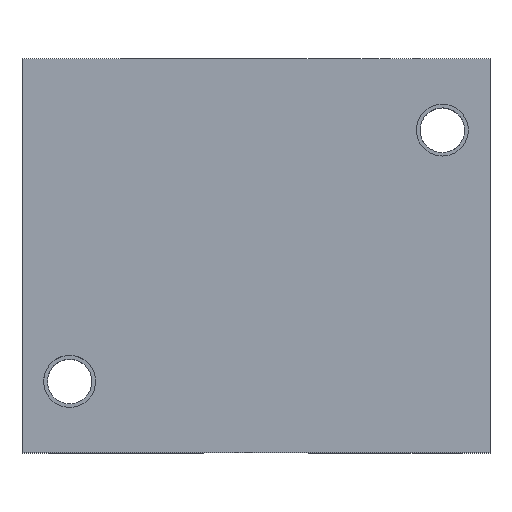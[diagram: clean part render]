
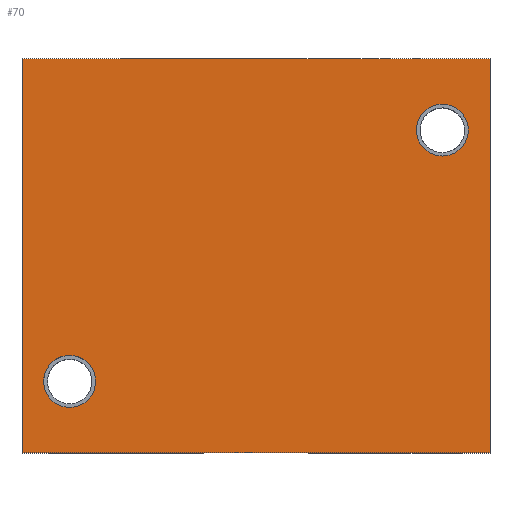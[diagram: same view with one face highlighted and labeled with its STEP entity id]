
A CAD part, top view. The second image highlights one B-rep face of the part: STEP entity #70.
In plain terms, the highlighted planar face has unit normal (0, 0, 1).
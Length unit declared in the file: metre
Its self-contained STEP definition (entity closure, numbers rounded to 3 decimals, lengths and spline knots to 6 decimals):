
#70 = ADVANCED_FACE( '', ( #176, #177, #178 ), #179, .F. );
#176 = FACE_BOUND( '', #337, .T. );
#177 = FACE_OUTER_BOUND( '', #338, .T. );
#178 = FACE_BOUND( '', #339, .T. );
#179 = PLANE( '', #340 );
#337 = EDGE_LOOP( '', ( #498 ) );
#338 = EDGE_LOOP( '', ( #499, #500, #501, #502 ) );
#339 = EDGE_LOOP( '', ( #503 ) );
#340 = AXIS2_PLACEMENT_3D( '', #504, #505, #506 );
#498 = ORIENTED_EDGE( '', *, *, #885, .T. );
#499 = ORIENTED_EDGE( '', *, *, #886, .T. );
#500 = ORIENTED_EDGE( '', *, *, #887, .F. );
#501 = ORIENTED_EDGE( '', *, *, #888, .F. );
#502 = ORIENTED_EDGE( '', *, *, #889, .T. );
#503 = ORIENTED_EDGE( '', *, *, #890, .T. );
#504 = CARTESIAN_POINT( '', ( -0.054, 0.091, 0.045 ) );
#505 = DIRECTION( '', ( 0., 0., -1. ) );
#506 = DIRECTION( '', ( -1., 0., 0. ) );
#885 = EDGE_CURVE( '', #1041, #1041, #1042, .T. );
#886 = EDGE_CURVE( '', #1043, #1044, #1045, .T. );
#887 = EDGE_CURVE( '', #1046, #1044, #1047, .T. );
#888 = EDGE_CURVE( '', #1048, #1046, #1049, .T. );
#889 = EDGE_CURVE( '', #1048, #1043, #1050, .T. );
#890 = EDGE_CURVE( '', #1051, #1051, #1052, .T. );
#1041 = VERTEX_POINT( '', #1273 );
#1042 = CIRCLE( '', #1274, 0.006 );
#1043 = VERTEX_POINT( '', #1275 );
#1044 = VERTEX_POINT( '', #1276 );
#1045 = LINE( '', #1277, #1278 );
#1046 = VERTEX_POINT( '', #1279 );
#1047 = LINE( '', #1280, #1281 );
#1048 = VERTEX_POINT( '', #1282 );
#1049 = LINE( '', #1283, #1284 );
#1050 = LINE( '', #1285, #1286 );
#1051 = VERTEX_POINT( '', #1287 );
#1052 = CIRCLE( '', #1288, 0.006 );
#1273 = CARTESIAN_POINT( '', ( 0.043, 0.0805, 0.045 ) );
#1274 = AXIS2_PLACEMENT_3D( '', #1680, #1681, #1682 );
#1275 = CARTESIAN_POINT( '', ( -0.054, 0., 0.045 ) );
#1276 = CARTESIAN_POINT( '', ( 0.054, 0., 0.045 ) );
#1277 = CARTESIAN_POINT( '', ( -0.054, 0., 0.045 ) );
#1278 = VECTOR( '', #1683, 1. );
#1279 = CARTESIAN_POINT( '', ( 0.054, 0.091, 0.045 ) );
#1280 = CARTESIAN_POINT( '', ( 0.054, 0.091, 0.045 ) );
#1281 = VECTOR( '', #1684, 1. );
#1282 = CARTESIAN_POINT( '', ( -0.054, 0.091, 0.045 ) );
#1283 = CARTESIAN_POINT( '', ( -0.054, 0.091, 0.045 ) );
#1284 = VECTOR( '', #1685, 1. );
#1285 = CARTESIAN_POINT( '', ( -0.054, 0.091, 0.045 ) );
#1286 = VECTOR( '', #1686, 1. );
#1287 = CARTESIAN_POINT( '', ( -0.043, 0.0225, 0.045 ) );
#1288 = AXIS2_PLACEMENT_3D( '', #1687, #1688, #1689 );
#1680 = CARTESIAN_POINT( '', ( 0.043, 0.0745, 0.045 ) );
#1681 = DIRECTION( '', ( 0., 0., -1. ) );
#1682 = DIRECTION( '', ( 0., 1., 0. ) );
#1683 = DIRECTION( '', ( 1., 0., 0. ) );
#1684 = DIRECTION( '', ( 0., -1., 0. ) );
#1685 = DIRECTION( '', ( 1., 0., 0. ) );
#1686 = DIRECTION( '', ( 0., -1., 0. ) );
#1687 = CARTESIAN_POINT( '', ( -0.043, 0.0165, 0.045 ) );
#1688 = DIRECTION( '', ( 0., 0., -1. ) );
#1689 = DIRECTION( '', ( 0., 1., 0. ) );
